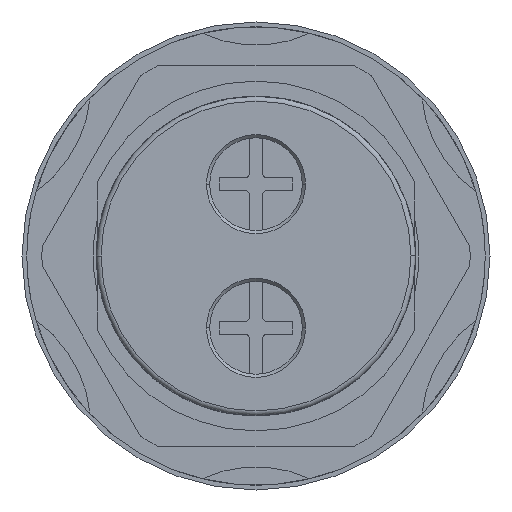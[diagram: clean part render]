
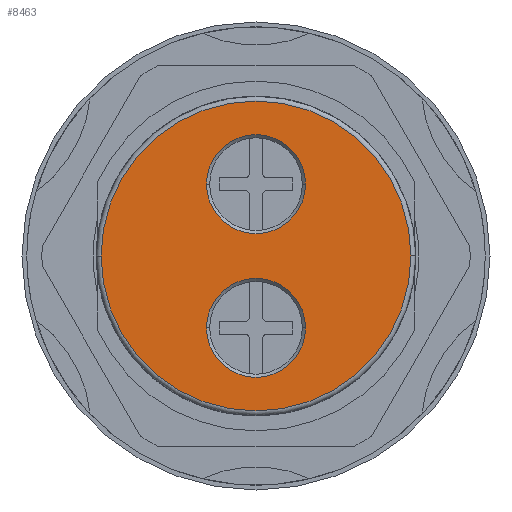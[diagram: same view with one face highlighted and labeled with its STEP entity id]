
A CAD part, front view. The second image highlights one B-rep face of the part: STEP entity #8463.
In plain terms, the highlighted planar face has unit normal (0, -1, 0).
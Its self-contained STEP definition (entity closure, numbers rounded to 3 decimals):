
#4594=CARTESIAN_POINT('',(0.,-56.,-4.5));
#4595=DIRECTION('',(0.,1.,0.));
#4596=DIRECTION('',(1.,0.,0.));
#4597=AXIS2_PLACEMENT_3D('',#4594,#4595,#4596);
#4602=CARTESIAN_POINT('',(0.,-56.,-4.5));
#4603=DIRECTION('',(0.,1.,0.));
#4604=DIRECTION('',(-1.,0.,0.));
#4605=AXIS2_PLACEMENT_3D('',#4602,#4603,#4604);
#4610=CARTESIAN_POINT('',(0.,-56.,4.5));
#4611=DIRECTION('',(0.,1.,0.));
#4612=DIRECTION('',(1.,0.,0.));
#4613=AXIS2_PLACEMENT_3D('',#4610,#4611,#4612);
#4618=CARTESIAN_POINT('',(0.,-56.,4.5));
#4619=DIRECTION('',(0.,1.,0.));
#4620=DIRECTION('',(-1.,0.,0.));
#4621=AXIS2_PLACEMENT_3D('',#4618,#4619,#4620);
#4626=CARTESIAN_POINT('',(0.,-56.,0.));
#4627=DIRECTION('',(0.,1.,0.));
#4628=DIRECTION('',(-1.,0.,0.));
#4629=AXIS2_PLACEMENT_3D('',#4626,#4627,#4628);
#4634=CARTESIAN_POINT('',(0.,-56.,0.));
#4635=DIRECTION('',(0.,1.,0.));
#4636=DIRECTION('',(1.,0.,0.));
#4637=AXIS2_PLACEMENT_3D('',#4634,#4635,#4636);
#5023=CARTESIAN_POINT('',(-9.7,-56.,0.));
#5024=CARTESIAN_POINT('',(9.7,-56.,0.));
#5025=VERTEX_POINT('',#5023);
#5026=VERTEX_POINT('',#5024);
#5071=CARTESIAN_POINT('',(3.1,-56.,-4.5));
#5072=CARTESIAN_POINT('',(-3.1,-56.,-4.5));
#5073=VERTEX_POINT('',#5071);
#5074=VERTEX_POINT('',#5072);
#5079=CARTESIAN_POINT('',(3.1,-56.,4.5));
#5080=CARTESIAN_POINT('',(-3.1,-56.,4.5));
#5081=VERTEX_POINT('',#5079);
#5082=VERTEX_POINT('',#5080);
#8441=CARTESIAN_POINT('',(0.,-56.,0.));
#8442=DIRECTION('',(0.,1.,0.));
#8443=DIRECTION('',(1.,0.,0.));
#8444=AXIS2_PLACEMENT_3D('',#8441,#8442,#8443);
#8445=PLANE('',#8444);
#8447=ORIENTED_EDGE('',*,*,#8446,.T.);
#8449=ORIENTED_EDGE('',*,*,#8448,.T.);
#8450=EDGE_LOOP('',(#8447,#8449));
#8451=FACE_OUTER_BOUND('',#8450,.F.);
#8452=ORIENTED_EDGE('',*,*,#8431,.F.);
#8454=ORIENTED_EDGE('',*,*,#8453,.F.);
#8455=EDGE_LOOP('',(#8452,#8454));
#8456=FACE_BOUND('',#8455,.F.);
#8458=ORIENTED_EDGE('',*,*,#8457,.F.);
#8460=ORIENTED_EDGE('',*,*,#8459,.F.);
#8461=EDGE_LOOP('',(#8458,#8460));
#8462=FACE_BOUND('',#8461,.F.);
#4598=CIRCLE('',#4597,3.1);
#4606=CIRCLE('',#4605,3.1);
#4614=CIRCLE('',#4613,3.1);
#4622=CIRCLE('',#4621,3.1);
#4630=CIRCLE('',#4629,9.7);
#4638=CIRCLE('',#4637,9.7);
#8431=EDGE_CURVE('',#5081,#5082,#4614,.T.);
#8446=EDGE_CURVE('',#5025,#5026,#4630,.T.);
#8448=EDGE_CURVE('',#5026,#5025,#4638,.T.);
#8453=EDGE_CURVE('',#5082,#5081,#4622,.T.);
#8457=EDGE_CURVE('',#5073,#5074,#4598,.T.);
#8459=EDGE_CURVE('',#5074,#5073,#4606,.T.);
#8463=ADVANCED_FACE('',(#8451,#8456,#8462),#8445,.F.);
